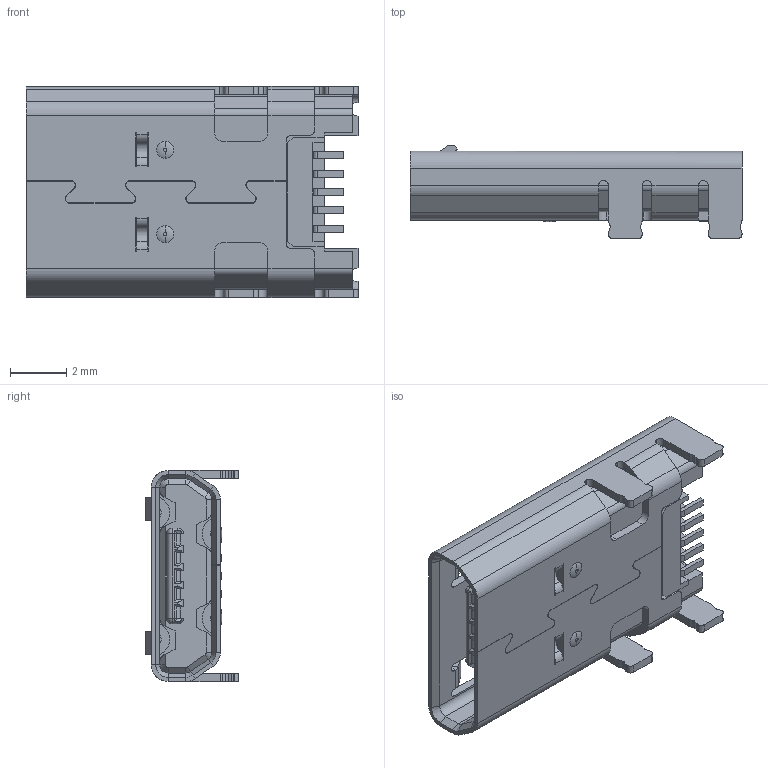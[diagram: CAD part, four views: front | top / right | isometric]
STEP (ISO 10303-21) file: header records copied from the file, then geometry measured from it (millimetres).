
FILE_DESCRIPTION (( 'STEP AP214' ), '1' );
FILE_NAME ('UJ2-MIBH-4-SMT.STEP', '2023-04-25T01:27:13', ( '' ), ( '' ), 'SwSTEP 2.0', 'SolidWorks 2021', '' );
FILE_SCHEMA (( 'AUTOMOTIVE_DESIGN' ));
Length unit declared in the file: millimetre
Products named in the file (1): UJ2-MIBH-4-SMT
Bounding box: 11.8 x 3.31 x 7.5 mm (x, y, z)
Volume: 139.2 mm3; surface area: 590.1 mm2
Topology: 12 solids, 12 shells, 577 faces, 1536 edges, 970 vertices
Faces by surface type: plane 373, cylinder 164, bspline 18, cone 14, torus 4, sphere 4
Entity records: 18065 total; most frequent: CARTESIAN_POINT 3532, ORIENTED_EDGE 3064, DIRECTION 2922, EDGE_CURVE 1532, VECTOR 1098, LINE 1098, VERTEX_POINT 970, AXIS2_PLACEMENT_3D 912
